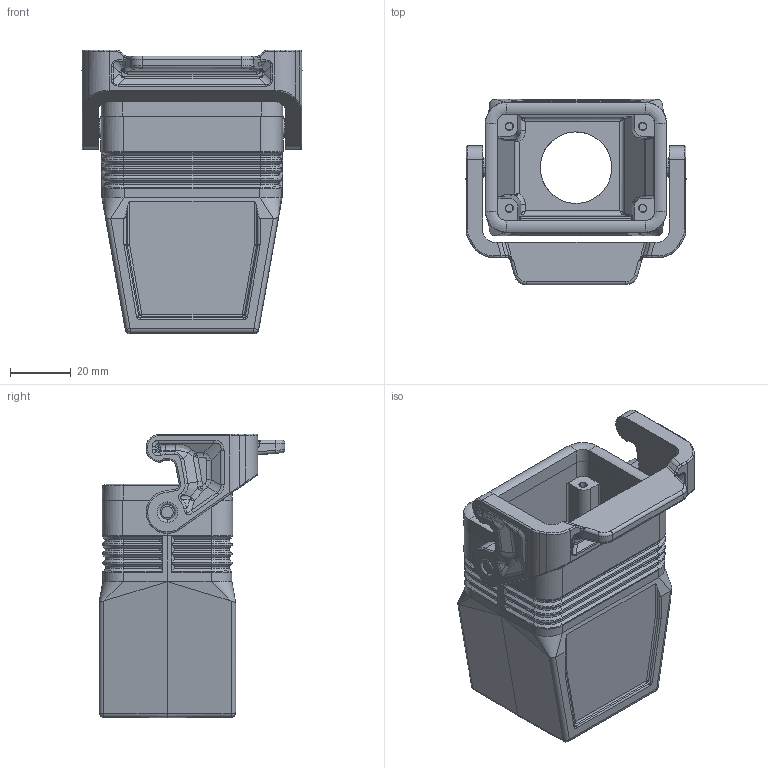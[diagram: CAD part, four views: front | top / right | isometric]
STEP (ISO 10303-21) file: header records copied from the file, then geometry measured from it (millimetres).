
FILE_DESCRIPTION(('Creo Elements/Direct Modeling STEP Export'),'2;1');
FILE_NAME('0ln7uvk5tno6slb968','2023-11-15T16:27:37',(''),(''),'Creo Elements/Direct Modeling STEP processor for AP214 (Solid Model)','Creo Elements/Direct Modeling 20.1B 02-Apr-2019 (C) Parametric Technology GmbH','');
FILE_SCHEMA(('AUTOMOTIVE_DESIGN { 1 0 10303 214 1 1 1 1 }'));
Products named in the file (2): JMPFV 06LG25
Assembly tree (1 placements, depth 2):
  JMPFV 06LG25
    JMPFV 06LG25
Bounding box: 72.57 x 61.25 x 93.45 mm (x, y, z)
Volume: 82789.1 mm3; surface area: 37524.2 mm2
Topology: 1 solids, 1 shells, 849 faces, 2028 edges, 1181 vertices
Faces by surface type: cylinder 279, bspline 256, plane 248, torus 38, cone 16, sphere 12
Entity records: 62924 total; most frequent: CARTESIAN_POINT 39501, ORIENTED_EDGE 4028, DIRECTION 2700, EDGE_CURVE 2014, VERTEX_POINT 1181, AXIS2_PLACEMENT_3D 936, EDGE_LOOP 867, FACE_OUTER_BOUND 849
